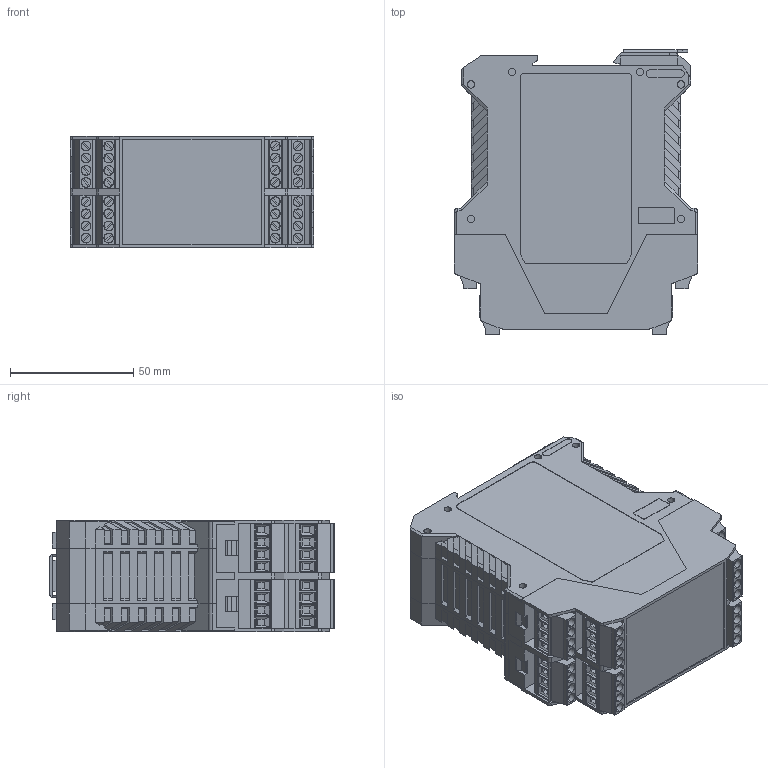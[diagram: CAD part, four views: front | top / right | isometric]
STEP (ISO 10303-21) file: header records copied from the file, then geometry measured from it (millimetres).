
FILE_DESCRIPTION (( 'STEP AP214' ), '1' );
FILE_NAME ('SCR73-280005-P.STEP', '2019-11-08T15:02:44', ( '' ), ( '' ), 'SwSTEP 2.0', 'SolidWorks 2019', '' );
FILE_SCHEMA (( 'AUTOMOTIVE_DESIGN' ));
Length unit declared in the file: inch
Products named in the file (1): SCR73-280005-P
Bounding box: 99 x 115.6 x 45.2 mm (x, y, z)
Volume: 110467.5 mm3; surface area: 121835.7 mm2
Topology: 25 solids, 29 shells, 4329 faces, 11604 edges, 7546 vertices
Faces by surface type: plane 3489, cylinder 786, cone 54
Entity records: 133640 total; most frequent: CARTESIAN_POINT 24768, ORIENTED_EDGE 23208, DIRECTION 21514, EDGE_CURVE 11604, VECTOR 9314, LINE 9314, VERTEX_POINT 7546, AXIS2_PLACEMENT_3D 6100
